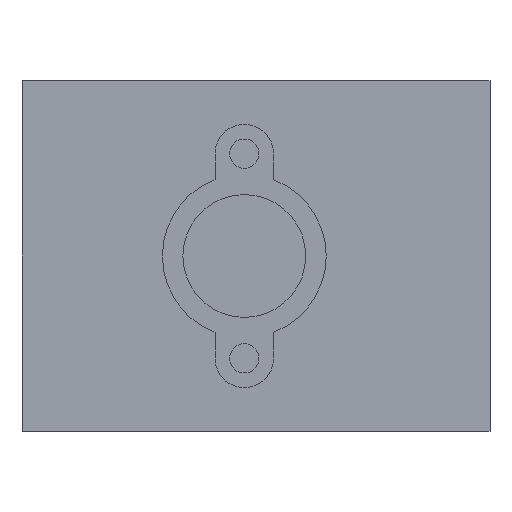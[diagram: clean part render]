
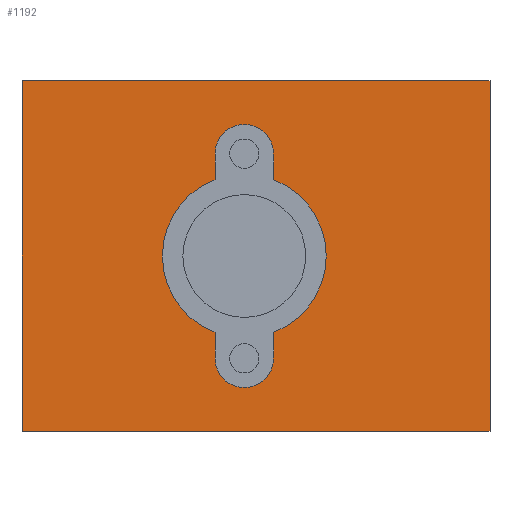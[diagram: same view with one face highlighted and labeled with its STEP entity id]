
A CAD part, front view. The second image highlights one B-rep face of the part: STEP entity #1192.
In plain terms, the highlighted planar face has unit normal (0, -1, 0).
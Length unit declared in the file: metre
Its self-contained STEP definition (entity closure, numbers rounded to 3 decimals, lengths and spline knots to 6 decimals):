
#104=LINE('',#1948,#201);
#105=LINE('',#1957,#202);
#106=LINE('',#1961,#203);
#107=LINE('',#1969,#204);
#108=LINE('',#1972,#205);
#109=LINE('',#1975,#206);
#110=LINE('',#1977,#207);
#111=LINE('',#1979,#208);
#201=VECTOR('',#1563,1.);
#202=VECTOR('',#1570,1.);
#203=VECTOR('',#1573,1.);
#204=VECTOR('',#1580,1.);
#205=VECTOR('',#1583,1.);
#206=VECTOR('',#1584,1.);
#207=VECTOR('',#1585,1.);
#208=VECTOR('',#1586,1.);
#369=ORIENTED_EDGE('',*,*,#658,.T.);
#370=ORIENTED_EDGE('',*,*,#659,.T.);
#371=ORIENTED_EDGE('',*,*,#660,.T.);
#372=ORIENTED_EDGE('',*,*,#661,.T.);
#373=ORIENTED_EDGE('',*,*,#662,.T.);
#374=ORIENTED_EDGE('',*,*,#663,.T.);
#375=ORIENTED_EDGE('',*,*,#664,.T.);
#376=ORIENTED_EDGE('',*,*,#665,.T.);
#377=ORIENTED_EDGE('',*,*,#666,.T.);
#378=ORIENTED_EDGE('',*,*,#667,.T.);
#379=ORIENTED_EDGE('',*,*,#668,.T.);
#380=ORIENTED_EDGE('',*,*,#669,.T.);
#381=ORIENTED_EDGE('',*,*,#670,.F.);
#382=ORIENTED_EDGE('',*,*,#671,.F.);
#383=ORIENTED_EDGE('',*,*,#672,.T.);
#384=ORIENTED_EDGE('',*,*,#673,.F.);
#658=EDGE_CURVE('',#807,#808,#104,.T.);
#659=EDGE_CURVE('',#808,#809,#884,.T.);
#660=EDGE_CURVE('',#809,#810,#885,.T.);
#661=EDGE_CURVE('',#810,#811,#886,.T.);
#662=EDGE_CURVE('',#811,#812,#105,.T.);
#663=EDGE_CURVE('',#812,#813,#887,.T.);
#664=EDGE_CURVE('',#813,#814,#106,.T.);
#665=EDGE_CURVE('',#814,#815,#888,.T.);
#666=EDGE_CURVE('',#815,#816,#889,.T.);
#667=EDGE_CURVE('',#816,#817,#890,.T.);
#668=EDGE_CURVE('',#817,#818,#107,.T.);
#669=EDGE_CURVE('',#818,#807,#891,.T.);
#670=EDGE_CURVE('',#819,#820,#108,.T.);
#671=EDGE_CURVE('',#821,#819,#109,.T.);
#672=EDGE_CURVE('',#821,#822,#110,.T.);
#673=EDGE_CURVE('',#820,#822,#111,.T.);
#807=VERTEX_POINT('',#1949);
#808=VERTEX_POINT('',#1950);
#809=VERTEX_POINT('',#1952);
#810=VERTEX_POINT('',#1954);
#811=VERTEX_POINT('',#1956);
#812=VERTEX_POINT('',#1958);
#813=VERTEX_POINT('',#1960);
#814=VERTEX_POINT('',#1962);
#815=VERTEX_POINT('',#1964);
#816=VERTEX_POINT('',#1966);
#817=VERTEX_POINT('',#1968);
#818=VERTEX_POINT('',#1970);
#819=VERTEX_POINT('',#1973);
#820=VERTEX_POINT('',#1974);
#821=VERTEX_POINT('',#1976);
#822=VERTEX_POINT('',#1978);
#884=CIRCLE('',#1308,0.0175);
#885=CIRCLE('',#1309,0.005);
#886=CIRCLE('',#1310,0.0175);
#887=CIRCLE('',#1311,0.014);
#888=CIRCLE('',#1312,0.0175);
#889=CIRCLE('',#1313,0.005);
#890=CIRCLE('',#1314,0.0175);
#891=CIRCLE('',#1315,0.014);
#970=EDGE_LOOP('',(#369,#370,#371,#372,#373,#374,#375,#376,#377,#378,#379,
#380));
#971=EDGE_LOOP('',(#381,#382,#383,#384));
#1071=FACE_BOUND('',#970,.T.);
#1072=FACE_BOUND('',#971,.T.);
#1141=PLANE('',#1307);
#1192=ADVANCED_FACE('',(#1071,#1072),#1141,.T.);
#1307=AXIS2_PLACEMENT_3D('',#1947,#1561,#1562);
#1308=AXIS2_PLACEMENT_3D('',#1951,#1564,#1565);
#1309=AXIS2_PLACEMENT_3D('',#1953,#1566,#1567);
#1310=AXIS2_PLACEMENT_3D('',#1955,#1568,#1569);
#1311=AXIS2_PLACEMENT_3D('',#1959,#1571,#1572);
#1312=AXIS2_PLACEMENT_3D('',#1963,#1574,#1575);
#1313=AXIS2_PLACEMENT_3D('',#1965,#1576,#1577);
#1314=AXIS2_PLACEMENT_3D('',#1967,#1578,#1579);
#1315=AXIS2_PLACEMENT_3D('',#1971,#1581,#1582);
#1561=DIRECTION('',(0.,-1.,0.));
#1562=DIRECTION('',(-1.,0.,0.));
#1563=DIRECTION('',(0.,0.,1.));
#1564=DIRECTION('',(0.,1.,0.));
#1565=DIRECTION('',(1.,0.,0.));
#1566=DIRECTION('',(0.,1.,0.));
#1567=DIRECTION('',(1.,0.,0.));
#1568=DIRECTION('',(0.,1.,0.));
#1569=DIRECTION('',(1.,0.,0.));
#1570=DIRECTION('',(0.,0.,-1.));
#1571=DIRECTION('',(0.,1.,0.));
#1572=DIRECTION('',(0.,0.,-1.));
#1573=DIRECTION('',(0.,0.,-1.));
#1574=DIRECTION('',(0.,1.,0.));
#1575=DIRECTION('',(1.,0.,0.));
#1576=DIRECTION('',(0.,1.,0.));
#1577=DIRECTION('',(1.,0.,0.));
#1578=DIRECTION('',(0.,1.,0.));
#1579=DIRECTION('',(1.,0.,0.));
#1580=DIRECTION('',(0.,0.,1.));
#1581=DIRECTION('',(0.,1.,0.));
#1582=DIRECTION('',(1.,0.,0.));
#1583=DIRECTION('',(1.,0.,0.));
#1584=DIRECTION('',(0.,0.,1.));
#1585=DIRECTION('',(1.,0.,0.));
#1586=DIRECTION('',(0.,0.,-1.));
#1947=CARTESIAN_POINT('',(0.033,-0.035,0.));
#1948=CARTESIAN_POINT('',(-0.007,-0.035,-0.006615));
#1949=CARTESIAN_POINT('',(-0.007,-0.035,-0.016923));
#1950=CARTESIAN_POINT('',(-0.007,-0.035,-0.013229));
#1951=CARTESIAN_POINT('',(-0.002,-0.035,-0.03));
#1952=CARTESIAN_POINT('',(-0.006949,-0.035,-0.013214));
#1953=CARTESIAN_POINT('',(-0.002,-0.035,-0.0125));
#1954=CARTESIAN_POINT('',(0.002949,-0.035,-0.013214));
#1955=CARTESIAN_POINT('',(-0.002,-0.035,-0.03));
#1956=CARTESIAN_POINT('',(0.003,-0.035,-0.013229));
#1957=CARTESIAN_POINT('',(0.003,-0.035,-0.008462));
#1958=CARTESIAN_POINT('',(0.003,-0.035,-0.016923));
#1959=CARTESIAN_POINT('',(-0.002,-0.035,-0.03));
#1960=CARTESIAN_POINT('',(0.003,-0.035,-0.043077));
#1961=CARTESIAN_POINT('',(0.003,-0.035,0.));
#1962=CARTESIAN_POINT('',(0.003,-0.035,-0.046771));
#1963=CARTESIAN_POINT('',(-0.002,-0.035,-0.03));
#1964=CARTESIAN_POINT('',(0.002949,-0.035,-0.046786));
#1965=CARTESIAN_POINT('',(-0.002,-0.035,-0.0475));
#1966=CARTESIAN_POINT('',(-0.006949,-0.035,-0.046786));
#1967=CARTESIAN_POINT('',(-0.002,-0.035,-0.03));
#1968=CARTESIAN_POINT('',(-0.007,-0.035,-0.046771));
#1969=CARTESIAN_POINT('',(-0.007,-0.035,0.));
#1970=CARTESIAN_POINT('',(-0.007,-0.035,-0.043077));
#1971=CARTESIAN_POINT('',(-0.002,-0.035,-0.03));
#1972=CARTESIAN_POINT('',(-0.033,-0.035,0.));
#1973=CARTESIAN_POINT('',(-0.04,-0.035,0.));
#1974=CARTESIAN_POINT('',(0.04,-0.035,0.));
#1975=CARTESIAN_POINT('',(-0.04,-0.035,-0.06));
#1976=CARTESIAN_POINT('',(-0.04,-0.035,-0.06));
#1977=CARTESIAN_POINT('',(0.033,-0.035,-0.06));
#1978=CARTESIAN_POINT('',(0.04,-0.035,-0.06));
#1979=CARTESIAN_POINT('',(0.04,-0.035,0.));
